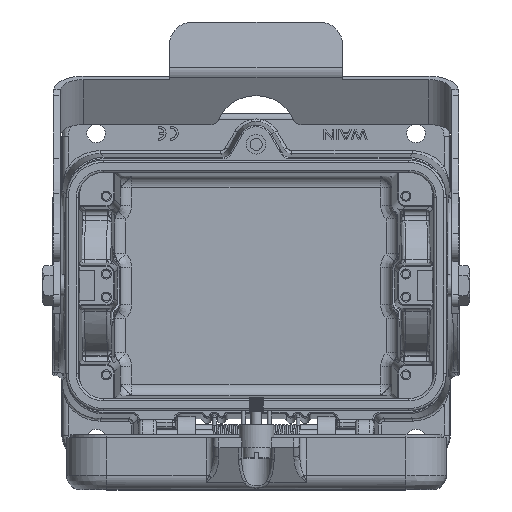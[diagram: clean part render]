
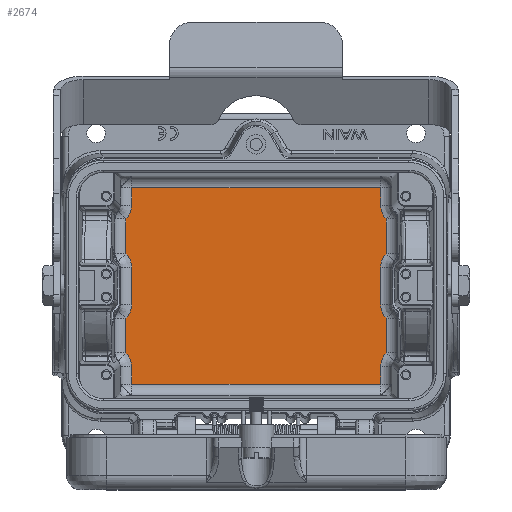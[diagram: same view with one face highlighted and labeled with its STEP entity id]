
A CAD part, top view. The second image highlights one B-rep face of the part: STEP entity #2674.
In plain terms, the highlighted planar face has unit normal (0, 0, 1).
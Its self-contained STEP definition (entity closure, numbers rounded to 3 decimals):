
#2674=ADVANCED_FACE('',(#3952),#3221,.T.);
#3221=PLANE('',#17849);
#3952=FACE_OUTER_BOUND('',#4953,.T.);
#4953=EDGE_LOOP('',(#10632,#10633,#10634,#10635,#10636,#10637,#10638,#10639,
#10640,#10641,#10642,#10643,#10644,#10645,#10646,#10647,#10648,#10649,#10650,
#10651));
#5725=LINE('',#25838,#6848);
#5754=LINE('',#26068,#6877);
#5770=LINE('',#26458,#6893);
#5772=LINE('',#26468,#6895);
#5774=LINE('',#26476,#6897);
#5793=LINE('',#26934,#6916);
#5795=LINE('',#26957,#6918);
#5807=LINE('',#27405,#6930);
#5808=LINE('',#27411,#6931);
#5833=LINE('',#28091,#6956);
#6060=LINE('',#31044,#7183);
#6061=LINE('',#31063,#7184);
#6848=VECTOR('',#19781,1.);
#6877=VECTOR('',#19918,1.);
#6893=VECTOR('',#19994,1.);
#6895=VECTOR('',#20006,1.);
#6897=VECTOR('',#20014,1.);
#6916=VECTOR('',#20125,1.);
#6918=VECTOR('',#20141,1.);
#6930=VECTOR('',#20225,1.);
#6931=VECTOR('',#20232,1.);
#6956=VECTOR('',#20371,1.);
#7183=VECTOR('',#21478,1.);
#7184=VECTOR('',#21489,1.);
#10632=ORIENTED_EDGE('',*,*,#15491,.F.);
#10633=ORIENTED_EDGE('',*,*,#15444,.F.);
#10634=ORIENTED_EDGE('',*,*,#15495,.F.);
#10635=ORIENTED_EDGE('',*,*,#14865,.F.);
#10636=ORIENTED_EDGE('',*,*,#14862,.F.);
#10637=ORIENTED_EDGE('',*,*,#14942,.F.);
#10638=ORIENTED_EDGE('',*,*,#14946,.F.);
#10639=ORIENTED_EDGE('',*,*,#14800,.F.);
#10640=ORIENTED_EDGE('',*,*,#14805,.F.);
#10641=ORIENTED_EDGE('',*,*,#14808,.F.);
#10642=ORIENTED_EDGE('',*,*,#14812,.F.);
#10643=ORIENTED_EDGE('',*,*,#14793,.F.);
#10644=ORIENTED_EDGE('',*,*,#14740,.F.);
#10645=ORIENTED_EDGE('',*,*,#14736,.F.);
#10646=ORIENTED_EDGE('',*,*,#14731,.F.);
#10647=ORIENTED_EDGE('',*,*,#14615,.F.);
#10648=ORIENTED_EDGE('',*,*,#14686,.F.);
#10649=ORIENTED_EDGE('',*,*,#14682,.F.);
#10650=ORIENTED_EDGE('',*,*,#14622,.F.);
#10651=ORIENTED_EDGE('',*,*,#15494,.F.);
#12914=VERTEX_POINT('',#25735);
#12917=VERTEX_POINT('',#25740);
#12920=VERTEX_POINT('',#25835);
#12921=VERTEX_POINT('',#25837);
#12965=VERTEX_POINT('',#26051);
#12986=VERTEX_POINT('',#26459);
#12988=VERTEX_POINT('',#26466);
#12990=VERTEX_POINT('',#26472);
#13025=VERTEX_POINT('',#26818);
#13031=VERTEX_POINT('',#26912);
#13032=VERTEX_POINT('',#26914);
#13035=VERTEX_POINT('',#26933);
#13036=VERTEX_POINT('',#26938);
#13062=VERTEX_POINT('',#27404);
#13063=VERTEX_POINT('',#27406);
#13065=VERTEX_POINT('',#27412);
#13106=VERTEX_POINT('',#28072);
#13373=VERTEX_POINT('',#30552);
#13374=VERTEX_POINT('',#30554);
#13394=VERTEX_POINT('',#31045);
#14615=EDGE_CURVE('',#12917,#12914,#16461,.T.);
#14622=EDGE_CURVE('',#12921,#12920,#5725,.T.);
#14682=EDGE_CURVE('',#12920,#12965,#16474,.T.);
#14686=EDGE_CURVE('',#12965,#12917,#5754,.T.);
#14731=EDGE_CURVE('',#12914,#12986,#5770,.T.);
#14736=EDGE_CURVE('',#12986,#12988,#5772,.T.);
#14740=EDGE_CURVE('',#12988,#12990,#5774,.T.);
#14793=EDGE_CURVE('',#12990,#13025,#16499,.T.);
#14800=EDGE_CURVE('',#13031,#13032,#16500,.T.);
#14805=EDGE_CURVE('',#13035,#13031,#5793,.T.);
#14808=EDGE_CURVE('',#13036,#13035,#16503,.T.);
#14812=EDGE_CURVE('',#13025,#13036,#5795,.T.);
#14862=EDGE_CURVE('',#13062,#13063,#5807,.T.);
#14865=EDGE_CURVE('',#13063,#13065,#5808,.T.);
#14942=EDGE_CURVE('',#13106,#13062,#16530,.T.);
#14946=EDGE_CURVE('',#13032,#13106,#5833,.T.);
#15444=EDGE_CURVE('',#13373,#13374,#16641,.T.);
#15491=EDGE_CURVE('',#13374,#13394,#6060,.T.);
#15494=EDGE_CURVE('',#13394,#12921,#16650,.T.);
#15495=EDGE_CURVE('',#13065,#13373,#6061,.T.);
#16461=ELLIPSE('',#17158,6.504,6.5);
#16474=ELLIPSE('',#17213,6.504,6.5);
#16499=ELLIPSE('',#17294,6.504,6.5);
#16500=ELLIPSE('',#17297,6.504,6.5);
#16503=ELLIPSE('',#17304,6.504,6.5);
#16530=ELLIPSE('',#17400,6.504,6.5);
#16641=ELLIPSE('',#17811,6.504,6.5);
#16650=ELLIPSE('',#17848,6.504,6.5);
#17158=AXIS2_PLACEMENT_3D('',#25741,#19771,#19772);
#17213=AXIS2_PLACEMENT_3D('',#26050,#19909,#19910);
#17294=AXIS2_PLACEMENT_3D('',#26817,#20110,#20111);
#17297=AXIS2_PLACEMENT_3D('',#26913,#20116,#20117);
#17304=AXIS2_PLACEMENT_3D('',#26939,#20132,#20133);
#17400=AXIS2_PLACEMENT_3D('',#28073,#20362,#20363);
#17811=AXIS2_PLACEMENT_3D('',#30553,#21401,#21402);
#17848=AXIS2_PLACEMENT_3D('',#31050,#21487,#21488);
#17849=AXIS2_PLACEMENT_3D('',#31064,#21490,#21491);
#19771=DIRECTION('',(0.,0.,1.));
#19772=DIRECTION('',(-0.707,0.707,0.));
#19781=DIRECTION('',(0.,-1.,0.));
#19909=DIRECTION('',(0.,0.,1.));
#19910=DIRECTION('',(-0.707,-0.707,0.));
#19918=DIRECTION('',(0.,-1.,0.));
#19994=DIRECTION('',(0.,-1.,0.));
#20006=DIRECTION('',(-1.,0.,0.));
#20014=DIRECTION('',(0.,1.,0.));
#20110=DIRECTION('',(0.,0.,1.));
#20111=DIRECTION('',(0.707,0.707,0.));
#20116=DIRECTION('',(0.,0.,1.));
#20117=DIRECTION('',(0.707,0.707,0.));
#20125=DIRECTION('',(0.,1.,0.));
#20132=DIRECTION('',(0.,0.,1.));
#20133=DIRECTION('',(0.707,-0.707,0.));
#20141=DIRECTION('',(0.,1.,0.));
#20225=DIRECTION('',(0.,1.,0.));
#20232=DIRECTION('',(1.,0.,0.));
#20362=DIRECTION('',(0.,0.,1.));
#20363=DIRECTION('',(0.707,-0.707,0.));
#20371=DIRECTION('',(0.,1.,0.));
#21401=DIRECTION('',(0.,0.,1.));
#21402=DIRECTION('',(-0.707,-0.707,0.));
#21478=DIRECTION('',(0.,-1.,0.));
#21487=DIRECTION('',(0.,0.,1.));
#21488=DIRECTION('',(-0.707,0.707,0.));
#21489=DIRECTION('',(0.,-1.,0.));
#21490=DIRECTION('',(0.,0.,1.));
#21491=DIRECTION('',(0.,-1.,0.));
#25735=CARTESIAN_POINT('',(200.825,60.081,70.437));
#25740=CARTESIAN_POINT('',(202.825,64.771,70.437));
#25741=CARTESIAN_POINT('',(207.327,60.077,70.437));
#25835=CARTESIAN_POINT('',(200.825,81.489,70.437));
#25837=CARTESIAN_POINT('',(200.825,94.581,70.437));
#25838=CARTESIAN_POINT('',(200.825,81.072,70.437));
#26050=CARTESIAN_POINT('',(207.327,81.494,70.437));
#26051=CARTESIAN_POINT('',(202.825,76.799,70.437));
#26068=CARTESIAN_POINT('',(202.825,57.981,70.437));
#26458=CARTESIAN_POINT('',(200.825,88.035,70.437));
#26459=CARTESIAN_POINT('',(200.825,53.862,70.437));
#26466=CARTESIAN_POINT('',(114.413,53.862,70.437));
#26468=CARTESIAN_POINT('',(92.565,53.862,70.437));
#26472=CARTESIAN_POINT('',(114.413,60.081,70.437));
#26476=CARTESIAN_POINT('',(114.413,60.498,70.437));
#26817=CARTESIAN_POINT('',(107.91,60.077,70.437));
#26818=CARTESIAN_POINT('',(112.413,64.771,70.437));
#26912=CARTESIAN_POINT('',(114.413,94.581,70.437));
#26913=CARTESIAN_POINT('',(107.91,94.577,70.437));
#26914=CARTESIAN_POINT('',(112.413,99.271,70.437));
#26933=CARTESIAN_POINT('',(114.413,81.489,70.437));
#26934=CARTESIAN_POINT('',(114.413,94.998,70.437));
#26938=CARTESIAN_POINT('',(112.413,76.799,70.437));
#26939=CARTESIAN_POINT('',(107.91,81.494,70.437));
#26957=CARTESIAN_POINT('',(112.413,88.035,70.437));
#27404=CARTESIAN_POINT('',(114.413,115.989,70.437));
#27405=CARTESIAN_POINT('',(114.413,115.56,70.437));
#27406=CARTESIAN_POINT('',(114.412,122.208,70.437));
#27411=CARTESIAN_POINT('',(157.619,122.208,70.437));
#27412=CARTESIAN_POINT('',(200.825,122.208,70.437));
#28072=CARTESIAN_POINT('',(112.413,111.299,70.437));
#28073=CARTESIAN_POINT('',(107.91,115.994,70.437));
#28091=CARTESIAN_POINT('',(112.413,88.035,70.437));
#30552=CARTESIAN_POINT('',(200.825,115.989,70.437));
#30553=CARTESIAN_POINT('',(207.327,115.994,70.437));
#30554=CARTESIAN_POINT('',(202.825,111.299,70.437));
#31044=CARTESIAN_POINT('',(202.825,88.035,70.437));
#31045=CARTESIAN_POINT('',(202.825,99.271,70.437));
#31050=CARTESIAN_POINT('',(207.327,94.577,70.437));
#31063=CARTESIAN_POINT('',(200.825,115.572,70.437));
#31064=CARTESIAN_POINT('',(157.619,88.035,70.437));
